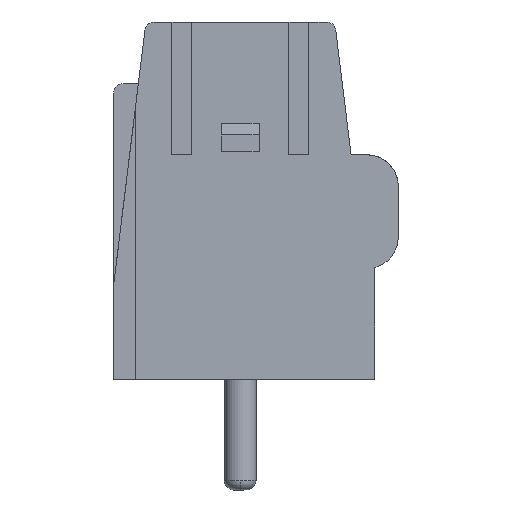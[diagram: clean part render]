
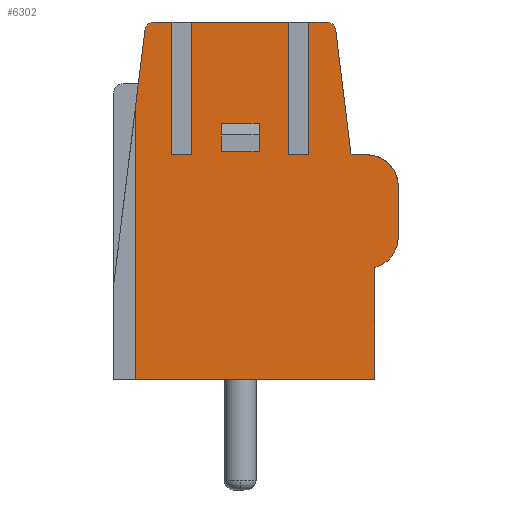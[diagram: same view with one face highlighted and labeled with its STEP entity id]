
A CAD part, left-side view. The second image highlights one B-rep face of the part: STEP entity #6302.
In plain terms, the highlighted planar face has unit normal (-1, 0, 0).
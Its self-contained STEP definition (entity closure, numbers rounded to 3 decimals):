
#6302=ADVANCED_FACE('',(#12181,#12182),#12183,.T.);
#6338=VERTEX_POINT('',#12234);
#6340=EDGE_CURVE('',#12236,#6338,#12237,.T.);
#6400=VERTEX_POINT('',#12306);
#6402=EDGE_CURVE('',#12308,#6400,#12309,.T.);
#6414=VERTEX_POINT('',#12323);
#6418=EDGE_CURVE('',#12327,#6414,#12328,.T.);
#6420=VERTEX_POINT('',#12330);
#6422=EDGE_CURVE('',#12332,#6420,#12333,.T.);
#7496=VERTEX_POINT('',#13468);
#7500=VERTEX_POINT('',#13472);
#7502=EDGE_CURVE('',#7496,#7500,#13474,.T.);
#7520=EDGE_CURVE('',#6400,#7496,#13492,.T.);
#7538=VERTEX_POINT('',#13510);
#7542=EDGE_CURVE('',#7538,#12332,#13514,.T.);
#7548=VERTEX_POINT('',#13520);
#7550=EDGE_CURVE('',#7500,#7548,#13522,.T.);
#7554=VERTEX_POINT('',#13526);
#7572=VERTEX_POINT('',#13544);
#7576=EDGE_CURVE('',#7554,#7572,#13548,.T.);
#7612=VERTEX_POINT('',#13584);
#7616=EDGE_CURVE('',#7612,#7572,#13588,.T.);
#7624=VERTEX_POINT('',#13596);
#7628=VERTEX_POINT('',#13600);
#7630=EDGE_CURVE('',#7628,#7624,#13602,.T.);
#7646=EDGE_CURVE('',#7612,#12327,#13618,.T.);
#7700=VERTEX_POINT('',#13672);
#7704=EDGE_CURVE('',#7700,#12308,#13676,.T.);
#7712=VERTEX_POINT('',#13684);
#7714=EDGE_CURVE('',#7712,#6414,#13686,.T.);
#7716=VERTEX_POINT('',#13688);
#7718=EDGE_CURVE('',#6420,#7716,#13690,.T.);
#7732=VERTEX_POINT('',#13704);
#7736=VERTEX_POINT('',#13708);
#7738=EDGE_CURVE('',#7732,#7736,#13710,.T.);
#7760=EDGE_CURVE('',#6338,#7700,#13732,.T.);
#7766=EDGE_CURVE('',#7538,#7548,#13738,.T.);
#7774=VERTEX_POINT('',#13746);
#7782=EDGE_CURVE('',#7628,#7774,#13754,.T.);
#7820=VERTEX_POINT('',#13792);
#7824=VERTEX_POINT('',#13796);
#7826=EDGE_CURVE('',#7824,#7820,#13798,.T.);
#7838=EDGE_CURVE('',#7554,#12236,#13810,.T.);
#7840=VERTEX_POINT('',#13812);
#7844=EDGE_CURVE('',#7840,#7624,#13816,.T.);
#7854=VERTEX_POINT('',#13826);
#7858=VERTEX_POINT('',#13830);
#7860=EDGE_CURVE('',#7858,#7854,#13832,.T.);
#7864=EDGE_CURVE('',#7854,#7736,#13836,.T.);
#7866=EDGE_CURVE('',#7732,#7824,#13838,.T.);
#7868=EDGE_CURVE('',#7820,#7716,#13840,.T.);
#7870=EDGE_CURVE('',#7712,#7858,#13842,.T.);
#7872=EDGE_CURVE('',#7840,#7774,#13844,.T.);
#12181=FACE_OUTER_BOUND('',#21855,.T.);
#12182=FACE_BOUND('',#21856,.T.);
#12183=PLANE('',#21857);
#12234=CARTESIAN_POINT('',(0.,-0.75,6.1));
#12236=VERTEX_POINT('',#21915);
#12237=CIRCLE('',#21916,1.0);
#12306=CARTESIAN_POINT('',(0.,0.,3.532));
#12308=VERTEX_POINT('',#22203);
#12309=CIRCLE('',#22204,1.0);
#12323=CARTESIAN_POINT('',(0.,1.525,11.3));
#12327=VERTEX_POINT('',#22229);
#12328=CIRCLE('',#22230,0.3);
#12330=CARTESIAN_POINT('',(0.,6.965,11.3));
#12332=VERTEX_POINT('',#22235);
#12333=CIRCLE('',#22236,0.3);
#13468=CARTESIAN_POINT('',(0.,0.,0.0));
#13472=CARTESIAN_POINT('',(0.,7.55,0.));
#13474=LINE('',#24715,#24716);
#13492=LINE('',#24745,#24746);
#13510=CARTESIAN_POINT('',(0.,7.263,11.037));
#13514=CIRCLE('',#24779,0.3);
#13520=CARTESIAN_POINT('',(0.,7.55,8.701));
#13522=LINE('',#24790,#24791);
#13526=CARTESIAN_POINT('',(0.,0.25,7.1));
#13544=CARTESIAN_POINT('',(0.,0.744,7.1));
#13548=LINE('',#24834,#24835);
#13584=CARTESIAN_POINT('',(0.,1.227,11.037));
#13588=LINE('',#24896,#24897);
#13596=CARTESIAN_POINT('',(0.,3.65,8.1));
#13600=CARTESIAN_POINT('',(0.,4.85,8.1));
#13602=LINE('',#24916,#24917);
#13618=CIRCLE('',#24946,0.3);
#13672=CARTESIAN_POINT('',(0.,-0.75,4.5));
#13676=CIRCLE('',#25032,1.0);
#13684=CARTESIAN_POINT('',(0.,2.09,11.3));
#13686=LINE('',#25045,#25046);
#13688=CARTESIAN_POINT('',(0.,6.41,11.3));
#13690=LINE('',#25051,#25052);
#13704=CARTESIAN_POINT('',(0.,5.79,11.3));
#13708=CARTESIAN_POINT('',(0.,2.71,11.3));
#13710=LINE('',#25083,#25084);
#13732=LINE('',#25311,#25312);
#13738=LINE('',#25323,#25324);
#13746=CARTESIAN_POINT('',(0.,4.85,7.2));
#13754=LINE('',#25347,#25348);
#13792=CARTESIAN_POINT('',(0.,6.41,7.1));
#13796=CARTESIAN_POINT('',(0.,5.79,7.1));
#13798=LINE('',#25419,#25420);
#13810=CIRCLE('',#25440,1.0);
#13812=CARTESIAN_POINT('',(0.,3.65,7.2));
#13816=LINE('',#25449,#25450);
#13826=CARTESIAN_POINT('',(0.,2.71,7.1));
#13830=CARTESIAN_POINT('',(0.,2.09,7.1));
#13832=LINE('',#25477,#25478);
#13836=LINE('',#25485,#25486);
#13838=LINE('',#25489,#25490);
#13840=LINE('',#25493,#25494);
#13842=LINE('',#25497,#25498);
#13844=LINE('',#25501,#25502);
#21855=EDGE_LOOP('',(#31641,#31642,#31643,#31644,#31645,#31646,#31647,#31648,#31649,#31650,#31651,#31652,#31653,#31654,#31655,#31656,#31657,#31658,#31659,#31660,#31661,#31662,#31663,#31664));
#21856=EDGE_LOOP('',(#31665,#31666,#31667,#31668));
#21857=AXIS2_PLACEMENT_3D('',#31669,#31670,#31671);
#21915=CARTESIAN_POINT('',(0.,0.244,7.1));
#21916=AXIS2_PLACEMENT_3D('',#31778,#31779,#31780);
#22203=CARTESIAN_POINT('',(0.,-0.75,4.486));
#22204=AXIS2_PLACEMENT_3D('',#31814,#31815,#31816);
#22229=CARTESIAN_POINT('',(0.,1.228,11.04));
#22230=AXIS2_PLACEMENT_3D('',#31825,#31826,#31827);
#22235=CARTESIAN_POINT('',(0.,7.263,11.04));
#22236=AXIS2_PLACEMENT_3D('',#31828,#31829,#31830);
#24715=CARTESIAN_POINT('',(0.,0.,0.));
#24716=VECTOR('',#32379,1.0);
#24745=CARTESIAN_POINT('',(0.,0.,3.532));
#24746=VECTOR('',#32385,1.0);
#24779=AXIS2_PLACEMENT_3D('',#32391,#32392,#32393);
#24790=CARTESIAN_POINT('',(0.,7.55,0.));
#24791=VECTOR('',#32395,1.0);
#24834=CARTESIAN_POINT('',(0.,0.25,7.1));
#24835=VECTOR('',#32404,1.0);
#24896=CARTESIAN_POINT('',(0.,1.227,11.037));
#24897=VECTOR('',#32415,1.0);
#24916=CARTESIAN_POINT('',(0.,4.85,8.1));
#24917=VECTOR('',#32418,1.0);
#24946=AXIS2_PLACEMENT_3D('',#32425,#32426,#32427);
#25032=AXIS2_PLACEMENT_3D('',#32444,#32445,#32446);
#25045=CARTESIAN_POINT('',(0.,2.09,11.3));
#25046=VECTOR('',#32453,1.0);
#25051=CARTESIAN_POINT('',(0.,6.965,11.3));
#25052=VECTOR('',#32454,1.0);
#25083=CARTESIAN_POINT('',(0.,5.79,11.3));
#25084=VECTOR('',#32460,1.0);
#25311=CARTESIAN_POINT('',(0.,-0.75,6.1));
#25312=VECTOR('',#32471,1.0);
#25323=CARTESIAN_POINT('',(0.,7.263,11.037));
#25324=VECTOR('',#32474,1.0);
#25347=CARTESIAN_POINT('',(0.,4.85,8.1));
#25348=VECTOR('',#32483,1.0);
#25419=CARTESIAN_POINT('',(0.,5.79,7.1));
#25420=VECTOR('',#32497,1.0);
#25440=AXIS2_PLACEMENT_3D('',#32504,#32505,#32506);
#25449=CARTESIAN_POINT('',(0.,3.65,7.2));
#25450=VECTOR('',#32508,1.0);
#25477=CARTESIAN_POINT('',(0.,2.09,7.1));
#25478=VECTOR('',#32514,1.0);
#25485=CARTESIAN_POINT('',(0.,2.71,7.1));
#25486=VECTOR('',#32516,1.0);
#25489=CARTESIAN_POINT('',(0.,5.79,11.3));
#25490=VECTOR('',#32517,1.0);
#25493=CARTESIAN_POINT('',(0.,6.41,7.1));
#25494=VECTOR('',#32518,1.0);
#25497=CARTESIAN_POINT('',(0.,2.09,11.3));
#25498=VECTOR('',#32519,1.0);
#25501=CARTESIAN_POINT('',(0.,3.65,7.2));
#25502=VECTOR('',#32520,1.0);
#31641=ORIENTED_EDGE('',*,*,#7860,.T.);
#31642=ORIENTED_EDGE('',*,*,#7864,.T.);
#31643=ORIENTED_EDGE('',*,*,#7738,.F.);
#31644=ORIENTED_EDGE('',*,*,#7866,.T.);
#31645=ORIENTED_EDGE('',*,*,#7826,.T.);
#31646=ORIENTED_EDGE('',*,*,#7868,.T.);
#31647=ORIENTED_EDGE('',*,*,#7718,.F.);
#31648=ORIENTED_EDGE('',*,*,#6422,.F.);
#31649=ORIENTED_EDGE('',*,*,#7542,.F.);
#31650=ORIENTED_EDGE('',*,*,#7766,.T.);
#31651=ORIENTED_EDGE('',*,*,#7550,.F.);
#31652=ORIENTED_EDGE('',*,*,#7502,.F.);
#31653=ORIENTED_EDGE('',*,*,#7520,.F.);
#31654=ORIENTED_EDGE('',*,*,#6402,.F.);
#31655=ORIENTED_EDGE('',*,*,#7704,.F.);
#31656=ORIENTED_EDGE('',*,*,#7760,.F.);
#31657=ORIENTED_EDGE('',*,*,#6340,.F.);
#31658=ORIENTED_EDGE('',*,*,#7838,.F.);
#31659=ORIENTED_EDGE('',*,*,#7576,.T.);
#31660=ORIENTED_EDGE('',*,*,#7616,.F.);
#31661=ORIENTED_EDGE('',*,*,#7646,.T.);
#31662=ORIENTED_EDGE('',*,*,#6418,.T.);
#31663=ORIENTED_EDGE('',*,*,#7714,.F.);
#31664=ORIENTED_EDGE('',*,*,#7870,.T.);
#31665=ORIENTED_EDGE('',*,*,#7782,.F.);
#31666=ORIENTED_EDGE('',*,*,#7630,.T.);
#31667=ORIENTED_EDGE('',*,*,#7844,.F.);
#31668=ORIENTED_EDGE('',*,*,#7872,.T.);
#31669=CARTESIAN_POINT('',(0.,7.758,-0.283));
#31670=DIRECTION('',(-1.0,0.0,0.0));
#31671=DIRECTION('',(0.0,0.0,1.0));
#31778=CARTESIAN_POINT('',(0.,0.25,6.1));
#31779=DIRECTION('',(1.0,0.0,-0.0));
#31780=DIRECTION('',(0.0,0.,1.0));
#31814=CARTESIAN_POINT('',(0.,0.25,4.5));
#31815=DIRECTION('',(1.0,0.0,0.0));
#31816=DIRECTION('',(0.0,-1.0,0.0));
#31825=CARTESIAN_POINT('',(0.,1.525,11.0));
#31826=DIRECTION('',(-1.0,0.0,0.0));
#31827=DIRECTION('',(0.0,-0.993,0.122));
#31828=CARTESIAN_POINT('',(0.,6.965,11.0));
#31829=DIRECTION('',(1.0,0.0,-0.0));
#31830=DIRECTION('',(0.0,0.993,0.122));
#32379=DIRECTION('',(0.0,1.0,0.));
#32385=DIRECTION('',(0.0,0.0,-1.0));
#32391=CARTESIAN_POINT('',(0.,6.965,11.0));
#32392=DIRECTION('',(1.0,0.0,-0.0));
#32393=DIRECTION('',(0.0,0.993,0.122));
#32395=DIRECTION('',(0.0,0.,1.0));
#32404=DIRECTION('',(0.0,1.0,0.0));
#32415=DIRECTION('',(-0.0,-0.122,-0.993));
#32418=DIRECTION('',(0.0,-1.0,0.));
#32425=CARTESIAN_POINT('',(0.,1.525,11.0));
#32426=DIRECTION('',(-1.0,0.0,0.0));
#32427=DIRECTION('',(0.0,-0.993,0.122));
#32444=CARTESIAN_POINT('',(0.,0.25,4.5));
#32445=DIRECTION('',(1.0,0.0,0.0));
#32446=DIRECTION('',(0.0,-1.0,0.0));
#32453=DIRECTION('',(0.0,-1.0,0.0));
#32454=DIRECTION('',(0.0,-1.0,0.0));
#32460=DIRECTION('',(0.0,-1.0,0.0));
#32471=DIRECTION('',(0.0,0.0,-1.0));
#32474=DIRECTION('',(0.0,0.122,-0.993));
#32483=DIRECTION('',(0.0,0.,-1.0));
#32497=DIRECTION('',(0.0,1.0,0.0));
#32504=CARTESIAN_POINT('',(0.,0.25,6.1));
#32505=DIRECTION('',(1.0,0.0,-0.0));
#32506=DIRECTION('',(0.0,0.,1.0));
#32508=DIRECTION('',(0.0,0.,1.0));
#32514=DIRECTION('',(0.0,1.0,0.0));
#32516=DIRECTION('',(0.0,0.0,1.0));
#32517=DIRECTION('',(0.0,0.0,-1.0));
#32518=DIRECTION('',(0.0,0.0,1.0));
#32519=DIRECTION('',(0.0,0.0,-1.0));
#32520=DIRECTION('',(0.0,1.0,0.0));
